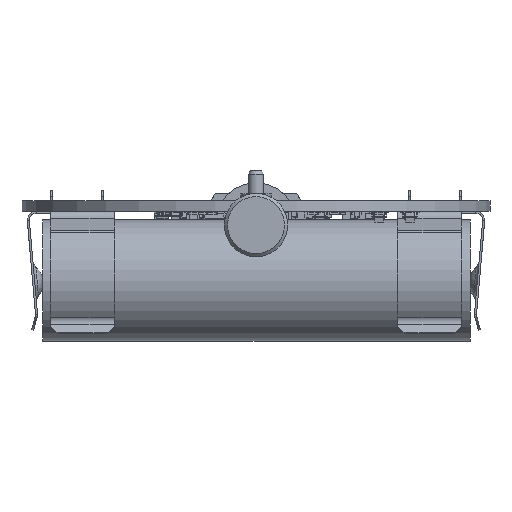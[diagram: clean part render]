
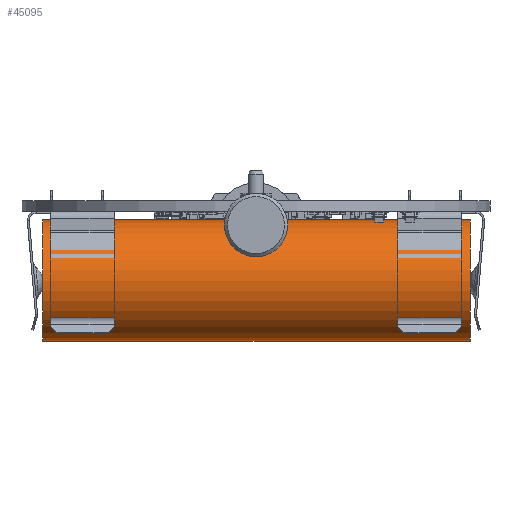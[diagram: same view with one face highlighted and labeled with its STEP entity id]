
A CAD part, front view. The second image highlights one B-rep face of the part: STEP entity #45095.
In plain terms, the highlighted cylindrical face has radius 9.1 mm (diameter 18.2 mm), a full revolution.
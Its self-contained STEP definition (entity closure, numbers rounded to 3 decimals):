
#4557=CIRCLE('',#48527,9.1);
#4558=CIRCLE('',#48528,9.1);
#6508=CYLINDRICAL_SURFACE('',#48526,9.1);
#8305=FACE_OUTER_BOUND('',#10267,.T.);
#10267=EDGE_LOOP('',(#42965,#42966,#42967,#42968));
#15702=LINE('',#77164,#21080);
#21080=VECTOR('',#60158,9.1);
#26716=VERTEX_POINT('',#77161);
#26717=VERTEX_POINT('',#77163);
#33421=EDGE_CURVE('',#26716,#26716,#4557,.T.);
#33422=EDGE_CURVE('',#26716,#26717,#15702,.T.);
#33423=EDGE_CURVE('',#26717,#26717,#4558,.T.);
#42965=ORIENTED_EDGE('',*,*,#33421,.F.);
#42966=ORIENTED_EDGE('',*,*,#33422,.T.);
#42967=ORIENTED_EDGE('',*,*,#33423,.F.);
#42968=ORIENTED_EDGE('',*,*,#33422,.F.);
#45095=ADVANCED_FACE('',(#8305),#6508,.T.);
#48526=AXIS2_PLACEMENT_3D('',#77160,#60154,#60155);
#48527=AXIS2_PLACEMENT_3D('',#77162,#60156,#60157);
#48528=AXIS2_PLACEMENT_3D('',#77165,#60159,#60160);
#60154=DIRECTION('center_axis',(1.,0.,0.));
#60155=DIRECTION('ref_axis',(0.,1.,0.));
#60156=DIRECTION('center_axis',(1.,0.,0.));
#60157=DIRECTION('ref_axis',(0.,1.,0.));
#60158=DIRECTION('',(-1.,0.,0.));
#60159=DIRECTION('center_axis',(-1.,0.,0.));
#60160=DIRECTION('ref_axis',(0.,1.,0.));
#77160=CARTESIAN_POINT('Origin',(-32.025,0.,11.95));
#77161=CARTESIAN_POINT('',(31.875,-9.1,11.95));
#77162=CARTESIAN_POINT('Origin',(31.875,0.,11.95));
#77163=CARTESIAN_POINT('',(-32.025,-9.1,11.95));
#77164=CARTESIAN_POINT('',(-32.025,-9.1,11.95));
#77165=CARTESIAN_POINT('Origin',(-32.025,0.,11.95));
